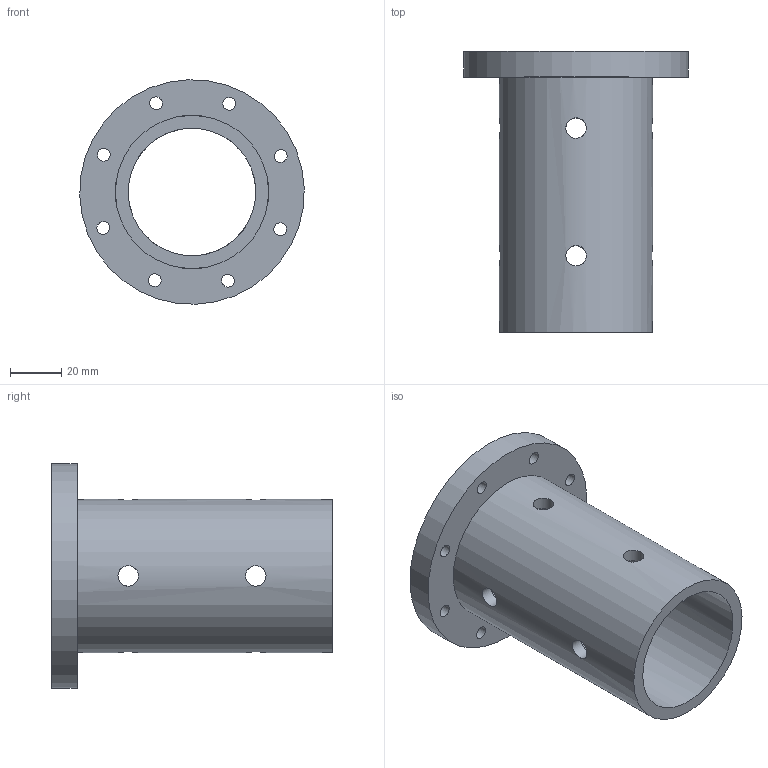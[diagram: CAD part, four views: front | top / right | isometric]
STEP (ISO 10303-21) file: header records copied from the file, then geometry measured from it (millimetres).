
FILE_DESCRIPTION(/* description */ (''),/* implementation_level */ '2;1');
FILE_NAME(/* name */ 'bottomPoleNew.step',/* time_stamp */ '2019-05-05T22:55:48+07:00',/* author */ (''),/* organization */ (''),/* preprocessor_version */ 'ST-DEVELOPER v18',/* originating_system */ 'Autodesk Translation Framework v8.2.0.1029',/* authorisation */ '');
FILE_SCHEMA (('AUTOMOTIVE_DESIGN { 1 0 10303 214 3 1 1 }'));
Length unit declared in the file: millimetre
Products named in the file (1): base1
Bounding box: 87.94 x 110 x 87.94 mm (x, y, z)
Volume: 119771.3 mm3; surface area: 48428 mm2
Topology: 1 solids, 1 shells, 24 faces, 61 edges, 41 vertices
Faces by surface type: cylinder 20, plane 4
Full cylindrical faces by diameter (mm): 5 x8, 8 x8, 50 x1, 60 x1, 62 x1, 88 x1
Entity records: 1342 total; most frequent: CARTESIAN_POINT 655, ORIENTED_EDGE 122, DIRECTION 120, EDGE_CURVE 61, EDGE_LOOP 60, AXIS2_PLACEMENT_3D 50, VERTEX_POINT 41, FACE_BOUND 36
